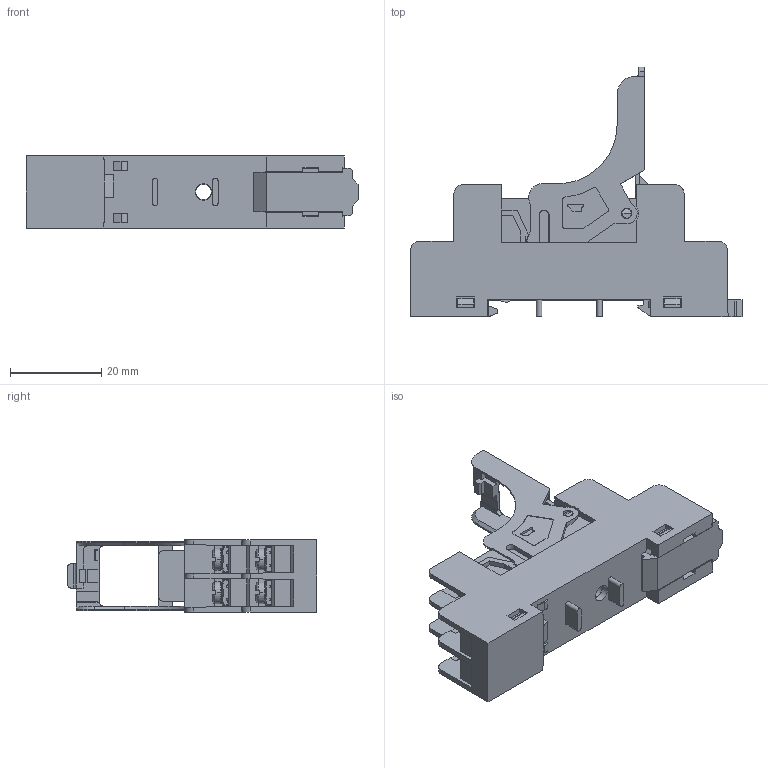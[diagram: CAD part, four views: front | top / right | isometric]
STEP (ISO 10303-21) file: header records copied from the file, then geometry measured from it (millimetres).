
FILE_DESCRIPTION (( 'STEP AP203' ), '1' );
FILE_NAME ('SJ2S-05BS_ref_rev0.0.STEP', '2023-09-05T07:50:29', ( '' ), ( '' ), 'SwSTEP 2.0', 'SolidWorks 2021', '' );
FILE_SCHEMA (( 'CONFIG_CONTROL_DESIGN' ));
Products named in the file (4): SJ2S-05BS-BODY; SJ-05BS-HOOK; SJ-05BS-RELEASE-LEVER; SJ2S-05BS_ref_rev0.0
Assembly tree (3 placements, depth 2):
  SJ2S-05BS_ref_rev0.0
    SJ2S-05BS-BODY
    SJ-05BS-RELEASE-LEVER
    SJ-05BS-HOOK
Bounding box: 72.84 x 54.8 x 15.8 mm (x, y, z)
Volume: 20837.7 mm3; surface area: 13933.3 mm2
Topology: 3 solids, 25 shells, 2582 faces, 7360 edges, 4775 vertices
Faces by surface type: plane 1329, bspline 631, cylinder 483, cone 139
Entity records: 113494 total; most frequent: CARTESIAN_POINT 50950, ORIENTED_EDGE 14684, DIRECTION 10866, EDGE_CURVE 7342, VERTEX_POINT 4775, LINE 3994, VECTOR 3994, AXIS2_PLACEMENT_3D 3436
